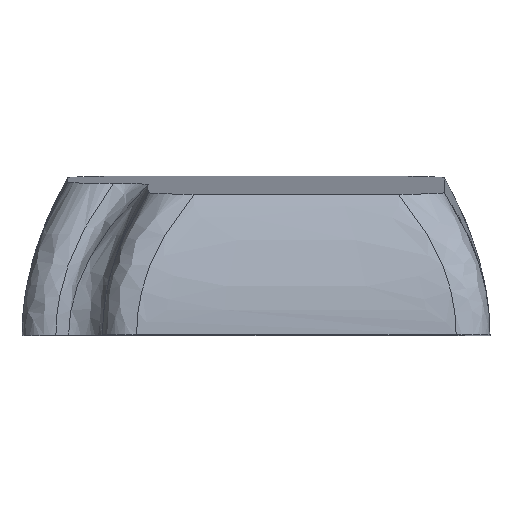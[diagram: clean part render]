
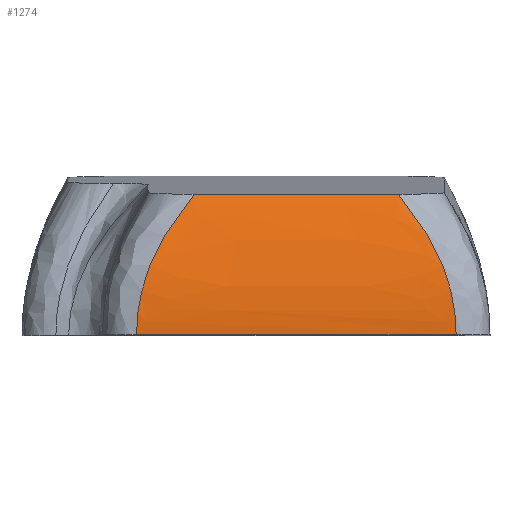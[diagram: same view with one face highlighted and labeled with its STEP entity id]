
A CAD part, top view. The second image highlights one B-rep face of the part: STEP entity #1274.
In plain terms, the highlighted free-form (B-spline) face has degree [3, 3] with [4, 4] control points.
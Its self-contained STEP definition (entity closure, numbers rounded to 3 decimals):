
#46=LINE('',#2752,#169);
#52=LINE('',#2777,#175);
#169=VECTOR('',#1426,10.);
#175=VECTOR('',#1446,10.);
#304=B_SPLINE_SURFACE_WITH_KNOTS('',3,3,((#2799,#2800,#2801,#2802),(#2803,
#2804,#2805,#2806),(#2807,#2808,#2809,#2810),(#2811,#2812,#2813,#2814)),
 .UNSPECIFIED.,.F.,.F.,.F.,(4,4),(4,4),(0.,1.),(0.,1.),.UNSPECIFIED.);
#331=FACE_OUTER_BOUND('',#407,.T.);
#407=EDGE_LOOP('',(#929,#930,#931,#932));
#506=B_SPLINE_CURVE_WITH_KNOTS('',3,(#2815,#2816,#2817,#2818),
 .UNSPECIFIED.,.F.,.F.,(4,4),(0.,1.),.UNSPECIFIED.);
#507=B_SPLINE_CURVE_WITH_KNOTS('',3,(#2819,#2820,#2821,#2822),
 .UNSPECIFIED.,.F.,.F.,(4,4),(0.,1.),.UNSPECIFIED.);
#542=VERTEX_POINT('',#2750);
#543=VERTEX_POINT('',#2751);
#554=VERTEX_POINT('',#2775);
#555=VERTEX_POINT('',#2776);
#680=EDGE_CURVE('',#542,#543,#46,.T.);
#692=EDGE_CURVE('',#554,#555,#52,.T.);
#704=EDGE_CURVE('',#554,#542,#506,.T.);
#705=EDGE_CURVE('',#555,#543,#507,.T.);
#929=ORIENTED_EDGE('',*,*,#692,.F.);
#930=ORIENTED_EDGE('',*,*,#704,.T.);
#931=ORIENTED_EDGE('',*,*,#680,.T.);
#932=ORIENTED_EDGE('',*,*,#705,.F.);
#1274=ADVANCED_FACE('',(#331),#304,.F.);
#1426=DIRECTION('',(1.,0.,0.));
#1446=DIRECTION('',(1.,0.,0.));
#2750=CARTESIAN_POINT('',(6.763,0.,37.15));
#2751=CARTESIAN_POINT('',(25.625,0.,37.15));
#2752=CARTESIAN_POINT('',(6.763,0.,37.15));
#2775=CARTESIAN_POINT('',(10.163,8.287,34.738));
#2776=CARTESIAN_POINT('',(22.225,8.287,34.738));
#2777=CARTESIAN_POINT('',(10.163,8.287,34.738));
#2799=CARTESIAN_POINT('Ctrl Pts',(10.163,8.287,34.738));
#2800=CARTESIAN_POINT('Ctrl Pts',(7.896,5.525,36.346));
#2801=CARTESIAN_POINT('Ctrl Pts',(6.763,2.958,37.15));
#2802=CARTESIAN_POINT('Ctrl Pts',(6.763,0.,37.15));
#2803=CARTESIAN_POINT('Ctrl Pts',(11.576,8.287,34.738));
#2804=CARTESIAN_POINT('Ctrl Pts',(9.526,5.525,36.307));
#2805=CARTESIAN_POINT('Ctrl Pts',(7.81,2.958,37.15));
#2806=CARTESIAN_POINT('Ctrl Pts',(7.81,0.,37.15));
#2807=CARTESIAN_POINT('Ctrl Pts',(20.811,8.287,34.738));
#2808=CARTESIAN_POINT('Ctrl Pts',(22.861,5.525,36.307));
#2809=CARTESIAN_POINT('Ctrl Pts',(24.578,2.958,37.15));
#2810=CARTESIAN_POINT('Ctrl Pts',(24.578,0.,
37.15));
#2811=CARTESIAN_POINT('Ctrl Pts',(22.225,8.287,34.738));
#2812=CARTESIAN_POINT('Ctrl Pts',(24.492,5.525,36.346));
#2813=CARTESIAN_POINT('Ctrl Pts',(25.625,2.958,37.15));
#2814=CARTESIAN_POINT('Ctrl Pts',(25.625,0.,37.15));
#2815=CARTESIAN_POINT('Ctrl Pts',(10.163,8.287,34.738));
#2816=CARTESIAN_POINT('Ctrl Pts',(7.896,5.525,36.346));
#2817=CARTESIAN_POINT('Ctrl Pts',(6.763,2.958,37.15));
#2818=CARTESIAN_POINT('Ctrl Pts',(6.763,0.,37.15));
#2819=CARTESIAN_POINT('Ctrl Pts',(22.225,8.287,34.738));
#2820=CARTESIAN_POINT('Ctrl Pts',(24.492,5.525,36.346));
#2821=CARTESIAN_POINT('Ctrl Pts',(25.625,2.958,37.15));
#2822=CARTESIAN_POINT('Ctrl Pts',(25.625,0.,37.15));
